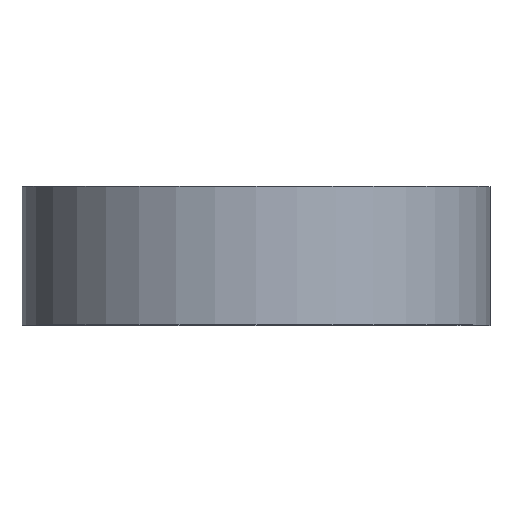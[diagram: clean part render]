
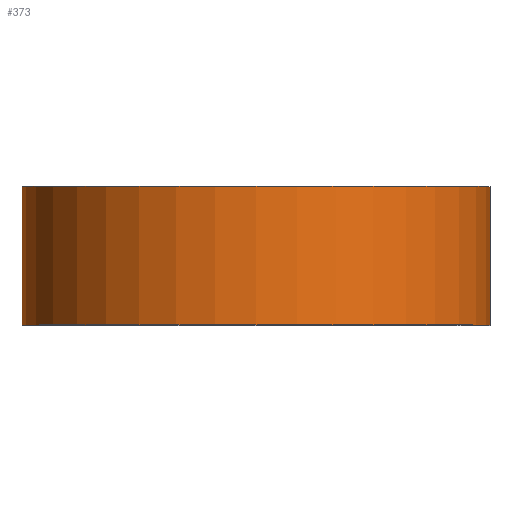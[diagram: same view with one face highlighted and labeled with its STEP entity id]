
A CAD part, top view. The second image highlights one B-rep face of the part: STEP entity #373.
In plain terms, the highlighted cylindrical face has radius 32.169 mm (diameter 64.338 mm), a partial arc.
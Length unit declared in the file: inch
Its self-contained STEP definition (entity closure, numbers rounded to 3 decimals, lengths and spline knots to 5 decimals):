
#18 = ORIENTED_EDGE ( 'NONE', *, *, #515, .F. ) ;
#112 = ORIENTED_EDGE ( 'NONE', *, *, #346, .T. ) ;
#117 = DIRECTION ( 'NONE',  ( 0., -1., 0. ) ) ;
#122 = DIRECTION ( 'NONE',  ( 1., 0., 0. ) ) ;
#128 = CARTESIAN_POINT ( 'NONE',  ( 0., -0.375, 0. ) ) ;
#162 = CARTESIAN_POINT ( 'NONE',  ( 0., 0.375, 0. ) ) ;
#165 = AXIS2_PLACEMENT_3D ( 'NONE', #128, #255, #122 ) ;
#174 = CARTESIAN_POINT ( 'NONE',  ( 1.2665, 0.375, 0. ) ) ;
#178 = EDGE_LOOP ( 'NONE', ( #112, #18, #322, #183 ) ) ;
#183 = ORIENTED_EDGE ( 'NONE', *, *, #288, .T. ) ;
#187 = CARTESIAN_POINT ( 'NONE',  ( 0., -0.375, -1.2665 ) ) ;
#193 = CIRCLE ( 'NONE', #622, 1.2665 ) ;
#233 = VERTEX_POINT ( 'NONE', #174 ) ;
#241 = DIRECTION ( 'NONE',  ( 0., -1., 0. ) ) ;
#255 = DIRECTION ( 'NONE',  ( 0., 1., 0. ) ) ;
#265 = VERTEX_POINT ( 'NONE', #338 ) ;
#286 = EDGE_CURVE ( 'NONE', #478, #233, #193, .T. ) ;
#288 = EDGE_CURVE ( 'NONE', #478, #720, #339, .T. ) ;
#306 = DIRECTION ( 'NONE',  ( 0., 0., -1. ) ) ;
#312 = AXIS2_PLACEMENT_3D ( 'NONE', #162, #117, #306 ) ;
#322 = ORIENTED_EDGE ( 'NONE', *, *, #286, .F. ) ;
#331 = DIRECTION ( 'NONE',  ( 1., 0., 0. ) ) ;
#338 = CARTESIAN_POINT ( 'NONE',  ( 1.2665, -0.375, 0. ) ) ;
#339 = LINE ( 'NONE', #387, #502 ) ;
#346 = EDGE_CURVE ( 'NONE', #720, #265, #395, .T. ) ;
#373 = ADVANCED_FACE ( 'NONE', ( #609 ), #401, .T. ) ;
#387 = CARTESIAN_POINT ( 'NONE',  ( 0., 0.375, -1.2665 ) ) ;
#392 = VECTOR ( 'NONE', #454, 39.37008 ) ;
#395 = CIRCLE ( 'NONE', #165, 1.2665 ) ;
#401 = CYLINDRICAL_SURFACE ( 'NONE', #312, 1.2665 ) ;
#427 = LINE ( 'NONE', #503, #392 ) ;
#444 = CARTESIAN_POINT ( 'NONE',  ( 0., 0.375, 0. ) ) ;
#448 = DIRECTION ( 'NONE',  ( 0., 1., 0. ) ) ;
#454 = DIRECTION ( 'NONE',  ( 0., -1., 0. ) ) ;
#478 = VERTEX_POINT ( 'NONE', #507 ) ;
#502 = VECTOR ( 'NONE', #241, 39.37008 ) ;
#503 = CARTESIAN_POINT ( 'NONE',  ( 1.2665, 0.375, 0. ) ) ;
#507 = CARTESIAN_POINT ( 'NONE',  ( 0., 0.375, -1.2665 ) ) ;
#515 = EDGE_CURVE ( 'NONE', #233, #265, #427, .T. ) ;
#609 = FACE_OUTER_BOUND ( 'NONE', #178, .T. ) ;
#622 = AXIS2_PLACEMENT_3D ( 'NONE', #444, #448, #331 ) ;
#720 = VERTEX_POINT ( 'NONE', #187 ) ;
